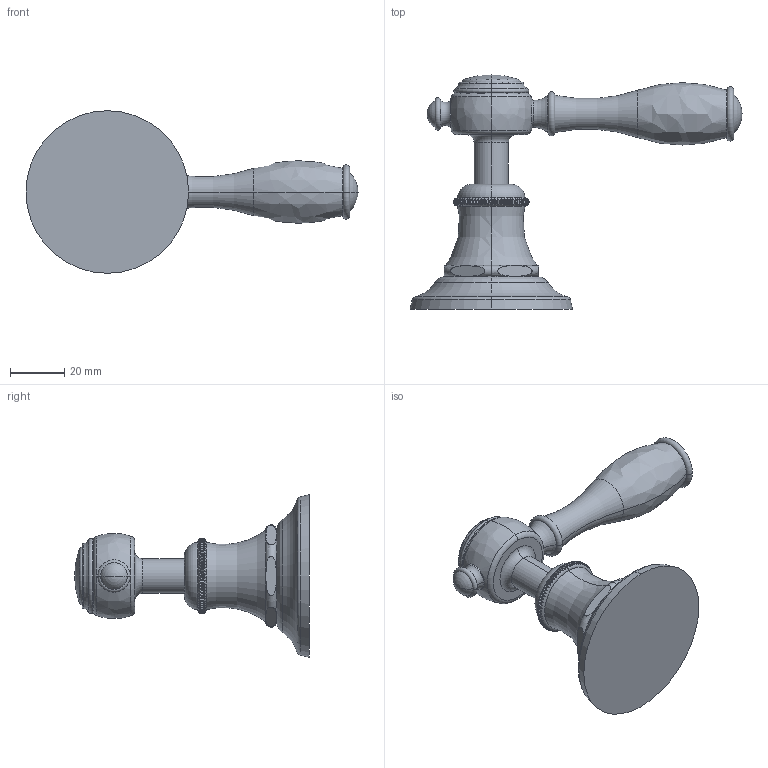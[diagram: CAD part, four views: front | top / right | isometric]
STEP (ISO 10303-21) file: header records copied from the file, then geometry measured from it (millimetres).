
FILE_DESCRIPTION((''),'2;1');
FILE_NAME('30349','2021-01-01T14:37:27',('jinson.thomas'),(''),'CREO PARAMETRIC BY PTC INC, 2018400','CREO PARAMETRIC BY PTC INC, 2018400','');
FILE_SCHEMA(('CONFIG_CONTROL_DESIGN'));
Length unit declared in the file: inch
Products named in the file (1): 30349
Bounding box: 122.64 x 86.61 x 60.07 mm (x, y, z)
Volume: 78612.5 mm3; surface area: 17844.5 mm2
Topology: 1 solids, 1 shells, 225 faces, 386 edges, 241 vertices
Faces by surface type: plane 155, torus 42, cylinder 14, sphere 6, bspline 4, cone 4
Entity records: 6760 total; most frequent: CARTESIAN_POINT 2640, DIRECTION 802, ORIENTED_EDGE 760, EDGE_CURVE 380, AXIS2_PLACEMENT_3D 357, EDGE_LOOP 309, VERTEX_POINT 241, FACE_OUTER_BOUND 225
